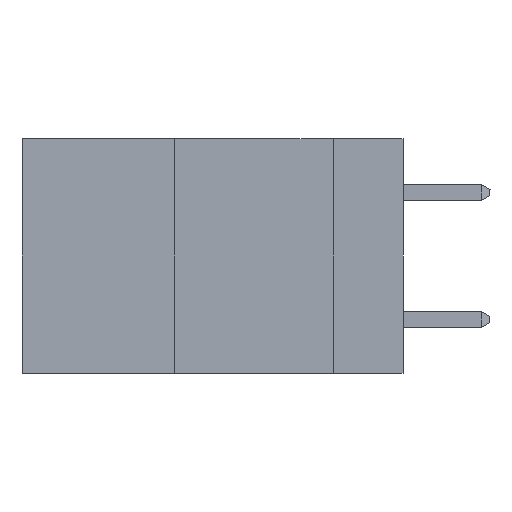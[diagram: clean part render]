
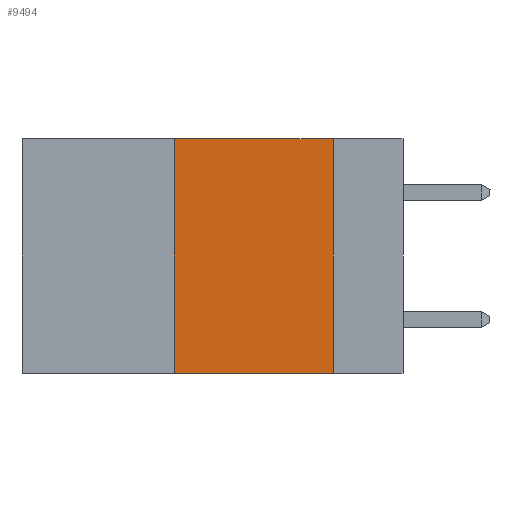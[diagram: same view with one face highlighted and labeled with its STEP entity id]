
A CAD part, left-side view. The second image highlights one B-rep face of the part: STEP entity #9494.
In plain terms, the highlighted planar face has unit normal (-1, 0, 0).
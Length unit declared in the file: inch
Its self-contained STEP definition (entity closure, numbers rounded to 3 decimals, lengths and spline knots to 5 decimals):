
#699 = FACE_OUTER_BOUND ( 'NONE', #24325, .T. ) ;
#746 = CARTESIAN_POINT ( 'NONE',  ( 0., 0.11, -0.37 ) ) ;
#1295 = CARTESIAN_POINT ( 'NONE',  ( 0., 0.6, -0.37 ) ) ;
#1358 = VERTEX_POINT ( 'NONE', #12492 ) ;
#1537 = LINE ( 'NONE', #1295, #2182 ) ;
#2182 = VECTOR ( 'NONE', #20324, 39.37008 ) ;
#2803 = DIRECTION ( 'NONE',  ( 0., 0., -1. ) ) ;
#3802 = VERTEX_POINT ( 'NONE', #746 ) ;
#3824 = VERTEX_POINT ( 'NONE', #17124 ) ;
#6420 = PLANE ( 'NONE',  #6831 ) ;
#6831 = AXIS2_PLACEMENT_3D ( 'NONE', #10085, #15553, #23565 ) ;
#7262 = DIRECTION ( 'NONE',  ( 0., -1., 0. ) ) ;
#7481 = DIRECTION ( 'NONE',  ( 0., 0., 1. ) ) ;
#7596 = LINE ( 'NONE', #17114, #18674 ) ;
#7747 = ORIENTED_EDGE ( 'NONE', *, *, #23211, .F. ) ;
#7936 = ORIENTED_EDGE ( 'NONE', *, *, #23308, .T. ) ;
#9494 = ADVANCED_FACE ( 'NONE', ( #699 ), #6420, .F. ) ;
#9669 = EDGE_CURVE ( 'NONE', #1358, #3824, #18368, .T. ) ;
#9686 = VECTOR ( 'NONE', #7262, 39.37008 ) ;
#10085 = CARTESIAN_POINT ( 'NONE',  ( 0., 0.6, 0. ) ) ;
#10184 = LINE ( 'NONE', #12172, #23081 ) ;
#10840 = ORIENTED_EDGE ( 'NONE', *, *, #9669, .F. ) ;
#12172 = CARTESIAN_POINT ( 'NONE',  ( 0., 0.11, 0. ) ) ;
#12492 = CARTESIAN_POINT ( 'NONE',  ( 0., 0.36, 0. ) ) ;
#13025 = CARTESIAN_POINT ( 'NONE',  ( 0., 0.36, -0.37 ) ) ;
#14417 = CARTESIAN_POINT ( 'NONE',  ( 0., 0.6, 0. ) ) ;
#15553 = DIRECTION ( 'NONE',  ( 1., 0., 0. ) ) ;
#17114 = CARTESIAN_POINT ( 'NONE',  ( 0., 0.36, 0. ) ) ;
#17124 = CARTESIAN_POINT ( 'NONE',  ( 0., 0.11, 0. ) ) ;
#18368 = LINE ( 'NONE', #14417, #9686 ) ;
#18674 = VECTOR ( 'NONE', #7481, 39.37008 ) ;
#20324 = DIRECTION ( 'NONE',  ( 0., -1., 0. ) ) ;
#20650 = ORIENTED_EDGE ( 'NONE', *, *, #22107, .F. ) ;
#22083 = VERTEX_POINT ( 'NONE', #13025 ) ;
#22107 = EDGE_CURVE ( 'NONE', #22083, #1358, #7596, .T. ) ;
#23081 = VECTOR ( 'NONE', #2803, 39.37008 ) ;
#23211 = EDGE_CURVE ( 'NONE', #3824, #3802, #10184, .T. ) ;
#23308 = EDGE_CURVE ( 'NONE', #22083, #3802, #1537, .T. ) ;
#23565 = DIRECTION ( 'NONE',  ( 0., 0., -1. ) ) ;
#24325 = EDGE_LOOP ( 'NONE', ( #7747, #10840, #20650, #7936 ) ) ;
